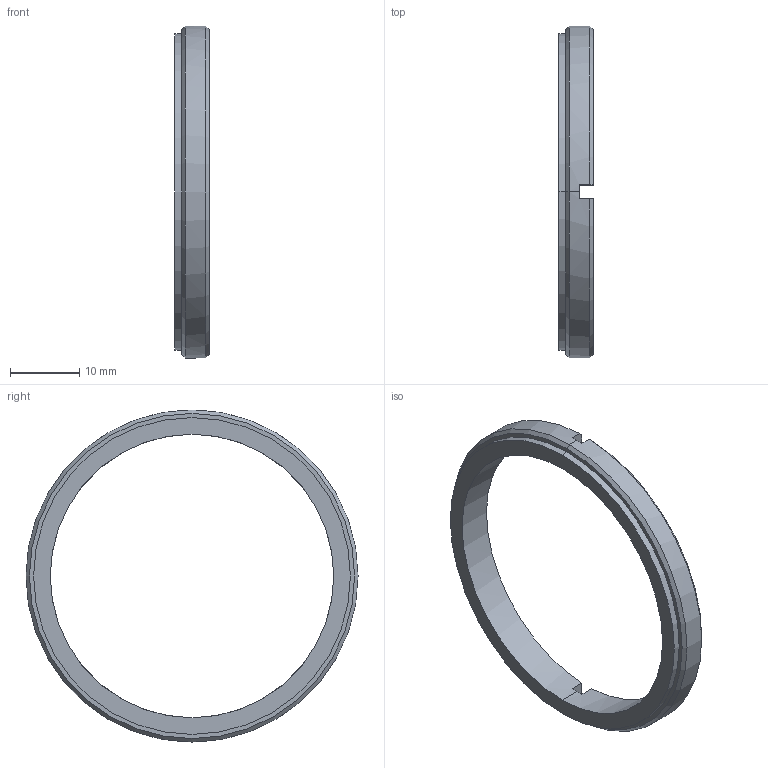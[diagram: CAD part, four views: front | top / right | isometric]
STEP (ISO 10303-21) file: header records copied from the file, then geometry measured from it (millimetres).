
FILE_DESCRIPTION (( 'STEP AP214' ), '1' );
FILE_NAME ('ÊÐÏÃ.711543.011 - Êîëüöî ðåçüáîâîå.STEP', '2024-11-18T13:31:52', ( '' ), ( '' ), 'SwSTEP 2.0', 'SolidWorks 2023', '' );
FILE_SCHEMA (( 'AUTOMOTIVE_DESIGN' ));
Length unit declared in the file: millimetre
Products named in the file (1): КРПГ.711543.011 - Кольцо резьбовое
Bounding box: 5 x 48 x 48 mm (x, y, z)
Volume: 2219.5 mm3; surface area: 2293.4 mm2
Topology: 1 solids, 1 shells, 20 faces, 52 edges, 34 vertices
Faces by surface type: plane 10, cylinder 6, cone 4
Entity records: 677 total; most frequent: CARTESIAN_POINT 119, DIRECTION 114, ORIENTED_EDGE 104, EDGE_CURVE 52, AXIS2_PLACEMENT_3D 45, VERTEX_POINT 34, CIRCLE 24, LINE 24
